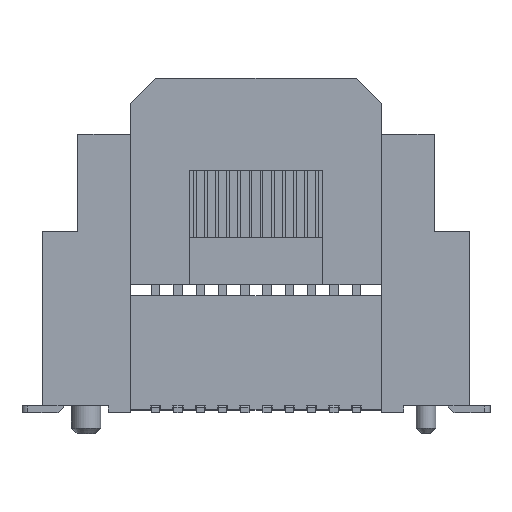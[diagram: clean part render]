
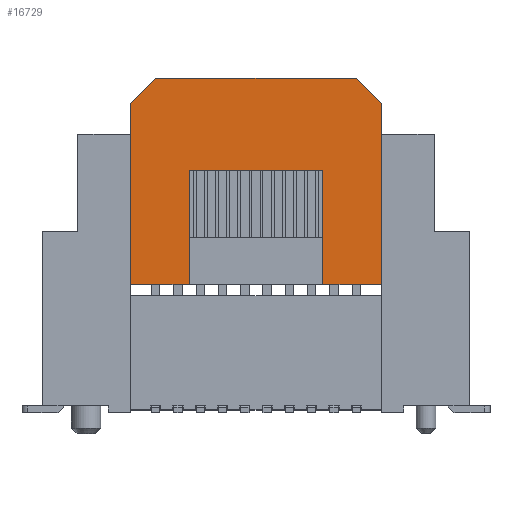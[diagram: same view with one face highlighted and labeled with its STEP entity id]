
A CAD part, top view. The second image highlights one B-rep face of the part: STEP entity #16729.
In plain terms, the highlighted planar face has unit normal (0, 0, 1).
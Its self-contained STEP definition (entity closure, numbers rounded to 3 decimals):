
#985=DIRECTION('',(0.707,-0.707,0.));
#986=VECTOR('',#985,1.273);
#987=CARTESIAN_POINT('',(3.6,12.,2.9));
#988=LINE('',#987,#986);
#989=DIRECTION('',(0.,-1.,0.));
#990=VECTOR('',#989,5.4);
#991=CARTESIAN_POINT('',(4.5,10.,2.9));
#992=LINE('',#991,#990);
#993=DIRECTION('',(-1.,0.,0.));
#994=VECTOR('',#993,2.1);
#995=CARTESIAN_POINT('',(4.5,4.6,2.9));
#996=LINE('',#995,#994);
#997=DIRECTION('',(-1.,0.,0.));
#998=VECTOR('',#997,2.1);
#999=CARTESIAN_POINT('',(-2.4,4.6,2.9));
#1000=LINE('',#999,#998);
#1001=DIRECTION('',(0.,1.,0.));
#1002=VECTOR('',#1001,5.4);
#1003=CARTESIAN_POINT('',(-4.5,4.6,2.9));
#1004=LINE('',#1003,#1002);
#1005=DIRECTION('',(0.707,0.707,0.));
#1006=VECTOR('',#1005,1.273);
#1007=CARTESIAN_POINT('',(-4.5,11.1,2.9));
#1008=LINE('',#1007,#1006);
#1009=DIRECTION('',(1.,0.,0.));
#1010=VECTOR('',#1009,7.2);
#1011=CARTESIAN_POINT('',(-3.6,12.,2.9));
#1012=LINE('',#1011,#1010);
#1021=DIRECTION('',(0.,-1.,0.));
#1022=VECTOR('',#1021,1.1);
#1023=CARTESIAN_POINT('',(-4.5,11.1,2.9));
#1024=LINE('',#1023,#1022);
#1501=DIRECTION('',(0.,1.,0.));
#1502=VECTOR('',#1501,4.1);
#1503=CARTESIAN_POINT('',(-2.4,4.6,2.9));
#1504=LINE('',#1503,#1502);
#1513=DIRECTION('',(1.,0.,0.));
#1514=VECTOR('',#1513,4.8);
#1515=CARTESIAN_POINT('',(-2.4,8.7,2.9));
#1516=LINE('',#1515,#1514);
#1525=DIRECTION('',(0.,-1.,0.));
#1526=VECTOR('',#1525,4.1);
#1527=CARTESIAN_POINT('',(2.4,8.7,2.9));
#1528=LINE('',#1527,#1526);
#9805=DIRECTION('',(0.,-1.,0.));
#9806=VECTOR('',#9805,1.1);
#9807=CARTESIAN_POINT('',(4.5,11.1,2.9));
#9808=LINE('',#9807,#9806);
#12601=CARTESIAN_POINT('',(-4.5,4.6,2.9));
#12602=VERTEX_POINT('',#12601);
#12603=CARTESIAN_POINT('',(-4.5,10.,2.9));
#12604=VERTEX_POINT('',#12603);
#13103=CARTESIAN_POINT('',(4.5,4.6,2.9));
#13104=VERTEX_POINT('',#13103);
#13105=CARTESIAN_POINT('',(2.4,4.6,2.9));
#13106=VERTEX_POINT('',#13105);
#13111=CARTESIAN_POINT('',(-2.4,4.6,2.9));
#13112=VERTEX_POINT('',#13111);
#13741=CARTESIAN_POINT('',(4.5,10.,2.9));
#13742=VERTEX_POINT('',#13741);
#13749=CARTESIAN_POINT('',(-3.6,12.,2.9));
#13750=CARTESIAN_POINT('',(3.6,12.,2.9));
#13751=VERTEX_POINT('',#13749);
#13752=VERTEX_POINT('',#13750);
#13753=CARTESIAN_POINT('',(-4.5,11.1,2.9));
#13754=VERTEX_POINT('',#13753);
#13755=CARTESIAN_POINT('',(-2.4,8.7,2.9));
#13756=VERTEX_POINT('',#13755);
#13757=CARTESIAN_POINT('',(2.4,8.7,2.9));
#13758=VERTEX_POINT('',#13757);
#13759=CARTESIAN_POINT('',(4.5,11.1,2.9));
#13760=VERTEX_POINT('',#13759);
#16702=CARTESIAN_POINT('',(0.,8.3,2.9));
#16703=DIRECTION('',(0.,0.,1.));
#16704=DIRECTION('',(-1.,0.,0.));
#16705=AXIS2_PLACEMENT_3D('',#16702,#16703,#16704);
#16706=PLANE('',#16705);
#16708=ORIENTED_EDGE('',*,*,#16707,.T.);
#16710=ORIENTED_EDGE('',*,*,#16709,.T.);
#16712=ORIENTED_EDGE('',*,*,#16711,.T.);
#16713=ORIENTED_EDGE('',*,*,#16377,.T.);
#16714=ORIENTED_EDGE('',*,*,#16416,.T.);
#16716=ORIENTED_EDGE('',*,*,#16715,.F.);
#16718=ORIENTED_EDGE('',*,*,#16717,.F.);
#16720=ORIENTED_EDGE('',*,*,#16719,.F.);
#16721=ORIENTED_EDGE('',*,*,#16408,.T.);
#16722=ORIENTED_EDGE('',*,*,#15299,.T.);
#16724=ORIENTED_EDGE('',*,*,#16723,.F.);
#16726=ORIENTED_EDGE('',*,*,#16725,.T.);
#16727=EDGE_LOOP('',(#16708,#16710,#16712,#16713,#16714,#16716,#16718,#16720,
#16721,#16722,#16724,#16726));
#16728=FACE_OUTER_BOUND('',#16727,.F.);
#16729=ADVANCED_FACE('',(#16728),#16706,.T.);
#15299=EDGE_CURVE('',#12602,#12604,#1004,.T.);
#16377=EDGE_CURVE('',#13742,#13104,#992,.T.);
#16408=EDGE_CURVE('',#13112,#12602,#1000,.T.);
#16416=EDGE_CURVE('',#13104,#13106,#996,.T.);
#16707=EDGE_CURVE('',#13751,#13752,#1012,.T.);
#16709=EDGE_CURVE('',#13752,#13760,#988,.T.);
#16711=EDGE_CURVE('',#13760,#13742,#9808,.T.);
#16715=EDGE_CURVE('',#13758,#13106,#1528,.T.);
#16717=EDGE_CURVE('',#13756,#13758,#1516,.T.);
#16719=EDGE_CURVE('',#13112,#13756,#1504,.T.);
#16723=EDGE_CURVE('',#13754,#12604,#1024,.T.);
#16725=EDGE_CURVE('',#13754,#13751,#1008,.T.);
